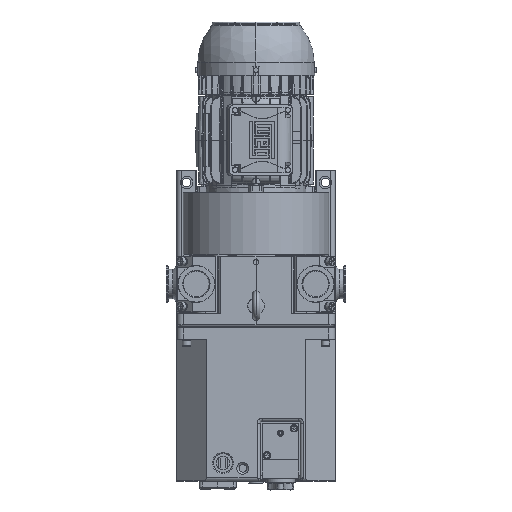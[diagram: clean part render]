
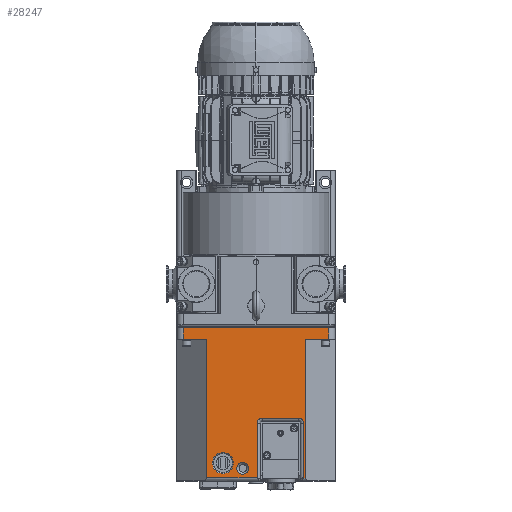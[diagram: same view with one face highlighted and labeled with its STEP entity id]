
A CAD part, top view. The second image highlights one B-rep face of the part: STEP entity #28247.
In plain terms, the highlighted planar face has unit normal (0, 0, 1).
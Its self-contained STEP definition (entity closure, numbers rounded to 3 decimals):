
#7119=LINE('',#157945,#12999);
#7205=LINE('',#158113,#13085);
#7283=LINE('',#158478,#13163);
#7285=LINE('',#158483,#13165);
#7412=LINE('',#158960,#13292);
#7417=LINE('',#158993,#13297);
#7418=LINE('',#159004,#13298);
#7422=LINE('',#159029,#13302);
#7423=LINE('',#159031,#13303);
#7425=LINE('',#159082,#13305);
#7476=LINE('',#159415,#13356);
#7477=LINE('',#159417,#13357);
#12999=VECTOR('',#102995,1.);
#13085=VECTOR('',#103123,1.);
#13163=VECTOR('',#103443,1.);
#13165=VECTOR('',#103449,1.);
#13292=VECTOR('',#103928,1.);
#13297=VECTOR('',#103939,1.);
#13298=VECTOR('',#103942,1.);
#13302=VECTOR('',#103960,1.);
#13303=VECTOR('',#103963,1.);
#13305=VECTOR('',#103975,1.);
#13356=VECTOR('',#104130,1.);
#13357=VECTOR('',#104131,1.);
#22727=PLANE('',#86663);
#28247=ADVANCED_FACE('',(#30630,#30631,#30632),#22727,.T.);
#30630=FACE_BOUND('',#35796,.T.);
#30631=FACE_BOUND('',#35797,.T.);
#30632=FACE_BOUND('',#35798,.T.);
#35796=EDGE_LOOP('',(#55537));
#35797=EDGE_LOOP('',(#55538));
#35798=EDGE_LOOP('',(#55539,#55540,#55541,#55542,#55543,#55544,#55545,#55546,
#55547,#55548,#55549,#55550,#55551,#55552));
#55537=ORIENTED_EDGE('',*,*,#76212,.T.);
#55538=ORIENTED_EDGE('',*,*,#76578,.T.);
#55539=ORIENTED_EDGE('',*,*,#76579,.F.);
#55540=ORIENTED_EDGE('',*,*,#76248,.F.);
#55541=ORIENTED_EDGE('',*,*,#76017,.F.);
#55542=ORIENTED_EDGE('',*,*,#76464,.F.);
#55543=ORIENTED_EDGE('',*,*,#76472,.F.);
#55544=ORIENTED_EDGE('',*,*,#76484,.F.);
#55545=ORIENTED_EDGE('',*,*,#76488,.F.);
#55546=ORIENTED_EDGE('',*,*,#76485,.F.);
#55547=ORIENTED_EDGE('',*,*,#76478,.F.);
#55548=ORIENTED_EDGE('',*,*,#76474,.F.);
#55549=ORIENTED_EDGE('',*,*,#76491,.F.);
#55550=ORIENTED_EDGE('',*,*,#76105,.T.);
#55551=ORIENTED_EDGE('',*,*,#76245,.F.);
#55552=ORIENTED_EDGE('',*,*,#76580,.F.);
#65531=VERTEX_POINT('',#157942);
#65532=VERTEX_POINT('',#157944);
#65593=VERTEX_POINT('',#158112);
#65594=VERTEX_POINT('',#158114);
#65671=VERTEX_POINT('',#158341);
#65704=VERTEX_POINT('',#158476);
#65706=VERTEX_POINT('',#158482);
#65813=VERTEX_POINT('',#158959);
#65818=VERTEX_POINT('',#158992);
#65819=VERTEX_POINT('',#159002);
#65821=VERTEX_POINT('',#159005);
#65824=VERTEX_POINT('',#159013);
#65827=VERTEX_POINT('',#159028);
#65828=VERTEX_POINT('',#159032);
#65869=VERTEX_POINT('',#159414);
#65870=VERTEX_POINT('',#159416);
#76017=EDGE_CURVE('',#65532,#65531,#7119,.T.);
#76105=EDGE_CURVE('',#65594,#65593,#7205,.T.);
#76212=EDGE_CURVE('',#65671,#65671,#80414,.T.);
#76245=EDGE_CURVE('',#65704,#65593,#7283,.T.);
#76248=EDGE_CURVE('',#65531,#65706,#7285,.T.);
#76464=EDGE_CURVE('',#65813,#65532,#7412,.T.);
#76472=EDGE_CURVE('',#65818,#65813,#7417,.T.);
#76474=EDGE_CURVE('',#65819,#65821,#7418,.T.);
#76478=EDGE_CURVE('',#65821,#65824,#80510,.T.);
#76484=EDGE_CURVE('',#65827,#65818,#7422,.T.);
#76485=EDGE_CURVE('',#65824,#65828,#7423,.T.);
#76488=EDGE_CURVE('',#65828,#65827,#80515,.T.);
#76491=EDGE_CURVE('',#65594,#65819,#7425,.T.);
#76578=EDGE_CURVE('',#65869,#65869,#80546,.T.);
#76579=EDGE_CURVE('',#65706,#65870,#7476,.T.);
#76580=EDGE_CURVE('',#65870,#65704,#7477,.T.);
#80414=CIRCLE('',#86380,16.);
#80510=CIRCLE('',#86600,7.5);
#80515=CIRCLE('',#86608,7.5);
#80546=CIRCLE('',#86662,9.);
#86380=AXIS2_PLACEMENT_3D('',#158340,#103358,#103359);
#86600=AXIS2_PLACEMENT_3D('',#159012,#103949,#103950);
#86608=AXIS2_PLACEMENT_3D('',#159037,#103969,#103970);
#86662=AXIS2_PLACEMENT_3D('',#159413,#104128,#104129);
#86663=AXIS2_PLACEMENT_3D('',#159418,#104132,#104133);
#102995=DIRECTION('',(-1.,0.,0.));
#103123=DIRECTION('',(0.,1.,0.));
#103358=DIRECTION('',(0.,0.,-1.));
#103359=DIRECTION('',(-1.,0.,0.));
#103443=DIRECTION('',(-1.,0.,0.));
#103449=DIRECTION('',(0.,1.,0.));
#103928=DIRECTION('',(0.,1.,0.));
#103939=DIRECTION('',(-1.,0.,0.));
#103942=DIRECTION('',(0.,1.,0.));
#103949=DIRECTION('',(0.,0.,1.));
#103950=DIRECTION('',(0.707,0.707,0.));
#103960=DIRECTION('',(0.,-1.,0.));
#103963=DIRECTION('',(-1.,0.,0.));
#103969=DIRECTION('',(0.,0.,1.));
#103970=DIRECTION('',(-0.707,0.707,0.));
#103975=DIRECTION('',(-1.,0.,0.));
#104128=DIRECTION('',(0.,0.,-1.));
#104129=DIRECTION('',(-1.,0.,0.));
#104130=DIRECTION('',(1.,0.,0.));
#104131=DIRECTION('',(0.,-1.,0.));
#104132=DIRECTION('',(0.,0.,1.));
#104133=DIRECTION('',(0.,1.,0.));
#157942=CARTESIAN_POINT('',(-110.,-74.,145.));
#157944=CARTESIAN_POINT('',(-75.,-74.,145.));
#157945=CARTESIAN_POINT('',(-75.,-74.,145.));
#158112=CARTESIAN_POINT('',(75.,-74.,145.));
#158113=CARTESIAN_POINT('',(75.,-283.,145.));
#158114=CARTESIAN_POINT('',(75.,-283.,145.));
#158340=CARTESIAN_POINT('',(-50.,-261.,145.));
#158341=CARTESIAN_POINT('',(-66.,-261.,145.));
#158476=CARTESIAN_POINT('',(110.,-74.,145.));
#158478=CARTESIAN_POINT('',(110.,-74.,145.));
#158482=CARTESIAN_POINT('',(-110.,-56.009,145.));
#158483=CARTESIAN_POINT('',(-110.,-74.,145.));
#158959=CARTESIAN_POINT('',(-75.,-283.,145.));
#158960=CARTESIAN_POINT('',(-75.,-283.,145.));
#158992=CARTESIAN_POINT('',(2.,-283.,145.));
#158993=CARTESIAN_POINT('',(2.,-283.,145.));
#159002=CARTESIAN_POINT('',(72.,-283.,145.));
#159004=CARTESIAN_POINT('',(72.,-283.,145.));
#159005=CARTESIAN_POINT('',(72.,-200.5,145.));
#159012=CARTESIAN_POINT('',(64.5,-200.5,145.));
#159013=CARTESIAN_POINT('',(64.5,-193.,145.));
#159028=CARTESIAN_POINT('',(2.,-200.5,145.));
#159029=CARTESIAN_POINT('',(2.,-200.5,145.));
#159031=CARTESIAN_POINT('',(64.5,-193.,145.));
#159032=CARTESIAN_POINT('',(9.5,-193.,145.));
#159037=CARTESIAN_POINT('',(9.5,-200.5,145.));
#159082=CARTESIAN_POINT('',(75.,-283.,145.));
#159413=CARTESIAN_POINT('',(-20.,-269.,145.));
#159414=CARTESIAN_POINT('',(-29.,-269.,145.));
#159415=CARTESIAN_POINT('',(-110.,-56.009,145.));
#159416=CARTESIAN_POINT('',(110.,-56.009,145.));
#159417=CARTESIAN_POINT('',(110.,-56.009,145.));
#159418=CARTESIAN_POINT('',(-120.,-54.,145.));
